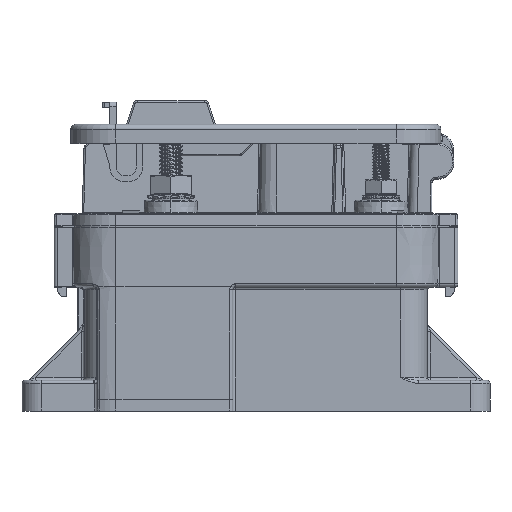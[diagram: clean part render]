
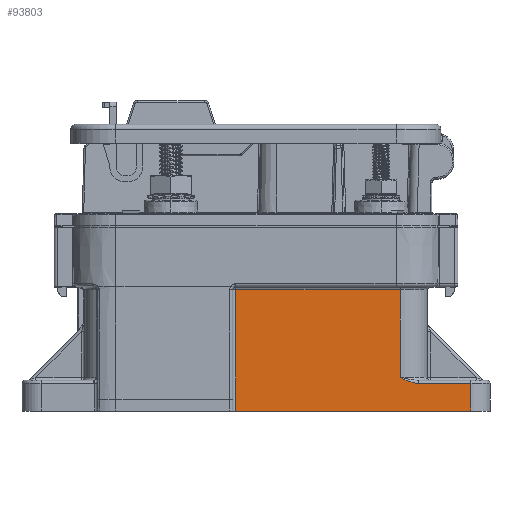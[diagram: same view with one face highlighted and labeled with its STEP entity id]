
A CAD part, top view. The second image highlights one B-rep face of the part: STEP entity #93803.
In plain terms, the highlighted planar face has unit normal (0, 0, 1).
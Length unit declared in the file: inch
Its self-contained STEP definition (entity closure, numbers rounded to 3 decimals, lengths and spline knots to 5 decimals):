
#1959 = LINE ( 'NONE', #148276, #38853 ) ;
#2729 = EDGE_CURVE ( 'NONE', #47873, #24077, #96110, .T. ) ;
#2781 = CARTESIAN_POINT ( 'NONE',  ( 0.68821, -0.40873, 0.5619 ) ) ;
#3772 = CARTESIAN_POINT ( 'NONE',  ( -0.44791, 0.19553, 0.5619 ) ) ;
#4837 = LINE ( 'NONE', #146378, #70724 ) ;
#6112 = AXIS2_PLACEMENT_3D ( 'NONE', #52928, #139568, #65354 ) ;
#8820 = LINE ( 'NONE', #86319, #107686 ) ;
#15457 = CARTESIAN_POINT ( 'NONE',  ( 1.161, -0.634, 0.5619 ) ) ;
#16242 = VERTEX_POINT ( 'NONE', #123628 ) ;
#21739 = ORIENTED_EDGE ( 'NONE', *, *, #2729, .T. ) ;
#22290 = DIRECTION ( 'NONE',  ( -1., 0., 0. ) ) ;
#24077 = VERTEX_POINT ( 'NONE', #58574 ) ;
#30278 = VECTOR ( 'NONE', #113985, 39.37008 ) ;
#33251 = VERTEX_POINT ( 'NONE', #15457 ) ;
#36745 = FACE_OUTER_BOUND ( 'NONE', #130729, .T. ) ;
#37359 = EDGE_CURVE ( 'NONE', #16242, #33251, #76681, .T. ) ;
#38853 = VECTOR ( 'NONE', #160663, 39.37008 ) ;
#39160 = CARTESIAN_POINT ( 'NONE',  ( 0.80026, -0.444, 0.5619 ) ) ;
#47873 = VERTEX_POINT ( 'NONE', #109035 ) ;
#48568 = EDGE_CURVE ( 'NONE', #158430, #94047, #1959, .T. ) ;
#52123 = CARTESIAN_POINT ( 'NONE',  ( 0.75784, -0.43774, 0.5619 ) ) ;
#52928 = CARTESIAN_POINT ( 'NONE',  ( 0.8636, 3.61937, 0.5619 ) ) ;
#55206 = ORIENTED_EDGE ( 'NONE', *, *, #123848, .T. ) ;
#56868 = EDGE_CURVE ( 'NONE', #143534, #47873, #135664, .T. ) ;
#57706 = CARTESIAN_POINT ( 'NONE',  ( -0.44791, -0.634, 0.5619 ) ) ;
#58574 = CARTESIAN_POINT ( 'NONE',  ( 0.6786, 0.19553, 0.5619 ) ) ;
#60253 = CARTESIAN_POINT ( 'NONE',  ( 0.8636, 0.19553, 0.5619 ) ) ;
#64515 = CARTESIAN_POINT ( 'NONE',  ( 0.72733, -0.42686, 0.5619 ) ) ;
#65354 = DIRECTION ( 'NONE',  ( 1., 0., 0. ) ) ;
#65404 = LINE ( 'NONE', #60253, #98317 ) ;
#66354 = DIRECTION ( 'NONE',  ( 0., -1., 0. ) ) ;
#69823 = ORIENTED_EDGE ( 'NONE', *, *, #77188, .F. ) ;
#70724 = VECTOR ( 'NONE', #121017, 39.37008 ) ;
#72770 = VECTOR ( 'NONE', #66354, 39.37008 ) ;
#76681 = LINE ( 'NONE', #140605, #72770 ) ;
#77021 = CARTESIAN_POINT ( 'NONE',  ( 0.69793, -0.41352, 0.5619 ) ) ;
#77188 = EDGE_CURVE ( 'NONE', #33251, #94047, #4837, .T. ) ;
#86319 = CARTESIAN_POINT ( 'NONE',  ( 0.76692, -0.444, 0.5619 ) ) ;
#89455 = CARTESIAN_POINT ( 'NONE',  ( 0.6786, -0.404, 0.5619 ) ) ;
#93803 = ADVANCED_FACE ( 'NONE', ( #36745 ), #151445, .T. ) ;
#94047 = VERTEX_POINT ( 'NONE', #57706 ) ;
#94797 = ORIENTED_EDGE ( 'NONE', *, *, #37359, .F. ) ;
#96110 = LINE ( 'NONE', #126431, #30278 ) ;
#98317 = VECTOR ( 'NONE', #22290, 39.37008 ) ;
#107686 = VECTOR ( 'NONE', #111219, 39.37008 ) ;
#109035 = CARTESIAN_POINT ( 'NONE',  ( 0.6786, -0.404, 0.5619 ) ) ;
#111219 = DIRECTION ( 'NONE',  ( -1., 0., 0. ) ) ;
#113288 = CARTESIAN_POINT ( 'NONE',  ( 0.78937, -0.444, 0.5619 ) ) ;
#113985 = DIRECTION ( 'NONE',  ( 0., 1., 0. ) ) ;
#121017 = DIRECTION ( 'NONE',  ( -1., 0., 0. ) ) ;
#123628 = CARTESIAN_POINT ( 'NONE',  ( 1.161, -0.444, 0.5619 ) ) ;
#123848 = EDGE_CURVE ( 'NONE', #16242, #143534, #8820, .T. ) ;
#126282 = CARTESIAN_POINT ( 'NONE',  ( 0.77876, -0.44249, 0.5619 ) ) ;
#126431 = CARTESIAN_POINT ( 'NONE',  ( 0.6786, 3.61937, 0.5619 ) ) ;
#130729 = EDGE_LOOP ( 'NONE', ( #21739, #143340, #145026, #69823, #94797, #55206, #151225 ) ) ;
#131993 = EDGE_CURVE ( 'NONE', #24077, #158430, #65404, .T. ) ;
#134164 = CARTESIAN_POINT ( 'NONE',  ( 0.80026, -0.444, 0.5619 ) ) ;
#135664 = B_SPLINE_CURVE_WITH_KNOTS ( 'NONE', 3,
 ( #39160, #113288, #126282, #52123, #138761, #64515, #151133, #77021, #2781, #89455 ),
 .UNSPECIFIED., .F., .F.,
 ( 4, 2, 2, 2, 4 ),
 ( 0., 0.00082, 0.00163, 0.00245, 0.00327 ),
 .UNSPECIFIED. ) ;
#138761 = CARTESIAN_POINT ( 'NONE',  ( 0.74751, -0.43444, 0.5619 ) ) ;
#139568 = DIRECTION ( 'NONE',  ( 0., 0., 1. ) ) ;
#140605 = CARTESIAN_POINT ( 'NONE',  ( 1.161, -0.424, 0.5619 ) ) ;
#143340 = ORIENTED_EDGE ( 'NONE', *, *, #131993, .T. ) ;
#143534 = VERTEX_POINT ( 'NONE', #134164 ) ;
#145026 = ORIENTED_EDGE ( 'NONE', *, *, #48568, .T. ) ;
#146378 = CARTESIAN_POINT ( 'NONE',  ( 1.161, -0.634, 0.5619 ) ) ;
#148276 = CARTESIAN_POINT ( 'NONE',  ( -0.44791, 3.61937, 0.5619 ) ) ;
#151133 = CARTESIAN_POINT ( 'NONE',  ( 0.71746, -0.42257, 0.5619 ) ) ;
#151225 = ORIENTED_EDGE ( 'NONE', *, *, #56868, .T. ) ;
#151445 = PLANE ( 'NONE',  #6112 ) ;
#158430 = VERTEX_POINT ( 'NONE', #3772 ) ;
#160663 = DIRECTION ( 'NONE',  ( 0., -1., 0. ) ) ;
